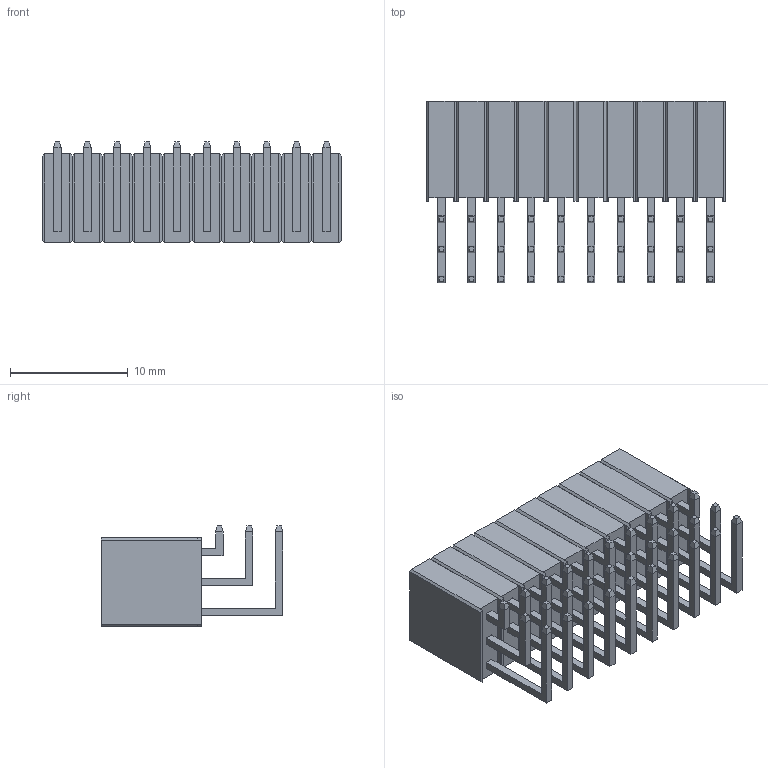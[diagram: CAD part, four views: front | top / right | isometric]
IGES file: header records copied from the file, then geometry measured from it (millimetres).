
Start section: SolidWorks IGES file using analytic representation for surfaces
Global section: file name: SSHQR-1 Triple.IGS; native system: SolidWorks 2014; preprocessor: SolidWorks 2014; author: ewilson; date: 140804.150917; units: inch
Bounding box: 25.4 x 15.43 x 8.52 mm (x, y, z)
Surface area: 3496.4 mm2 (no closed solid volume)
Topology: 0 solids, 0 shells, 860 faces, 3960 edges, 3960 vertices
Faces by surface type: bspline 860
